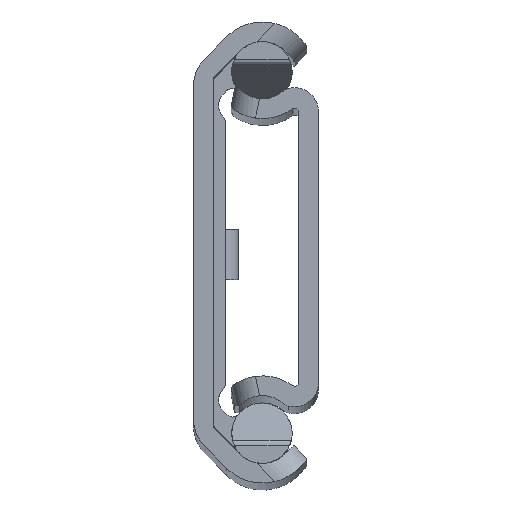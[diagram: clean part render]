
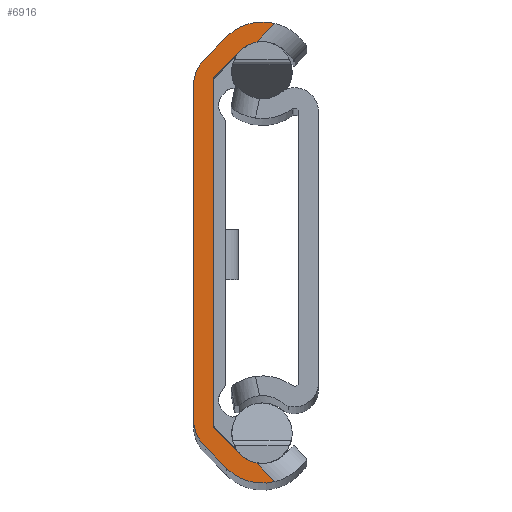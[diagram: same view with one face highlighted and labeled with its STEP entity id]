
A CAD part, top view. The second image highlights one B-rep face of the part: STEP entity #6916.
In plain terms, the highlighted planar face has unit normal (0, 0, 1).
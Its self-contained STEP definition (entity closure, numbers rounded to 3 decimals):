
#78 = DIRECTION ( 'NONE',  ( 1., 0., 0. ) ) ;
#214 = DIRECTION ( 'NONE',  ( 0., 0., 1. ) ) ;
#257 = EDGE_LOOP ( 'NONE', ( #9319, #389, #5968, #7035, #9208, #8095, #10399, #5098, #7942, #3324, #7827, #2421, #10429, #3457 ) ) ;
#263 = DIRECTION ( 'NONE',  ( 1., 0., 0. ) ) ;
#319 = CARTESIAN_POINT ( 'NONE',  ( -0.621, 14.786, 0. ) ) ;
#389 = ORIENTED_EDGE ( 'NONE', *, *, #9491, .T. ) ;
#393 = CIRCLE ( 'NONE', #1794, 3. ) ;
#680 = CIRCLE ( 'NONE', #4651, 2.38 ) ;
#838 = DIRECTION ( 'NONE',  ( -0.707, 0.707, 0. ) ) ;
#892 = VECTOR ( 'NONE', #3738, 1000. ) ;
#908 = VERTEX_POINT ( 'NONE', #3562 ) ;
#950 = DIRECTION ( 'NONE',  ( 1., 0., 0. ) ) ;
#1051 = DIRECTION ( 'NONE',  ( 0., 0., 1. ) ) ;
#1073 = CARTESIAN_POINT ( 'NONE',  ( 0., 13.286, 0. ) ) ;
#1082 = CARTESIAN_POINT ( 'NONE',  ( 1.5, -12.665, 0. ) ) ;
#1107 = DIRECTION ( 'NONE',  ( 1., 0., 0. ) ) ;
#1177 = EDGE_CURVE ( 'NONE', #2683, #908, #9764, .T. ) ;
#1273 = VERTEX_POINT ( 'NONE', #1490 ) ;
#1490 = CARTESIAN_POINT ( 'NONE',  ( 2.067, 15.353, 0. ) ) ;
#1779 = EDGE_CURVE ( 'NONE', #1932, #1273, #4552, .T. ) ;
#1789 = EDGE_CURVE ( 'NONE', #2065, #7668, #8111, .T. ) ;
#1794 = AXIS2_PLACEMENT_3D ( 'NONE', #6744, #1051, #1107 ) ;
#1891 = CIRCLE ( 'NONE', #3787, 3.88 ) ;
#1932 = VERTEX_POINT ( 'NONE', #1073 ) ;
#2065 = VERTEX_POINT ( 'NONE', #3566 ) ;
#2187 = CARTESIAN_POINT ( 'NONE',  ( 1.006, 16.414, 0. ) ) ;
#2421 = ORIENTED_EDGE ( 'NONE', *, *, #1789, .T. ) ;
#2567 = VERTEX_POINT ( 'NONE', #2187 ) ;
#2577 = FACE_OUTER_BOUND ( 'NONE', #257, .T. ) ;
#2675 = CIRCLE ( 'NONE', #9382, 3. ) ;
#2683 = VERTEX_POINT ( 'NONE', #4777 ) ;
#2692 = VERTEX_POINT ( 'NONE', #4179 ) ;
#2738 = LINE ( 'NONE', #3391, #9490 ) ;
#2785 = VERTEX_POINT ( 'NONE', #8544 ) ;
#2830 = VECTOR ( 'NONE', #838, 1000. ) ;
#2948 = DIRECTION ( 'NONE',  ( 1., 0., 0. ) ) ;
#3003 = CARTESIAN_POINT ( 'NONE',  ( 0.708, 13.456, 0. ) ) ;
#3035 = EDGE_CURVE ( 'NONE', #3964, #2683, #680, .T. ) ;
#3041 = CARTESIAN_POINT ( 'NONE',  ( 3.75, -13.67, 0. ) ) ;
#3079 = EDGE_CURVE ( 'NONE', #2567, #2692, #8810, .T. ) ;
#3276 = VECTOR ( 'NONE', #8653, 1000. ) ;
#3290 = CIRCLE ( 'NONE', #5529, 3.88 ) ;
#3324 = ORIENTED_EDGE ( 'NONE', *, *, #3079, .T. ) ;
#3332 = PLANE ( 'NONE',  #4987 ) ;
#3391 = CARTESIAN_POINT ( 'NONE',  ( -11.956, -0.792, 0. ) ) ;
#3457 = ORIENTED_EDGE ( 'NONE', *, *, #3817, .T. ) ;
#3562 = CARTESIAN_POINT ( 'NONE',  ( 0., -13.286, 0. ) ) ;
#3566 = CARTESIAN_POINT ( 'NONE',  ( -1.5, 12.665, 0. ) ) ;
#3650 = DIRECTION ( 'NONE',  ( 0.707, 0.707, 0. ) ) ;
#3738 = DIRECTION ( 'NONE',  ( 0.707, 0.707, 0. ) ) ;
#3787 = AXIS2_PLACEMENT_3D ( 'NONE', #6684, #9961, #950 ) ;
#3794 = CARTESIAN_POINT ( 'NONE',  ( -0.621, -14.786, 0. ) ) ;
#3817 = EDGE_CURVE ( 'NONE', #8774, #9744, #6396, .T. ) ;
#3851 = DIRECTION ( 'NONE',  ( 0.707, -0.707, 0. ) ) ;
#3899 = CARTESIAN_POINT ( 'NONE',  ( -1.5, 0., 0. ) ) ;
#3964 = VERTEX_POINT ( 'NONE', #5898 ) ;
#4179 = CARTESIAN_POINT ( 'NONE',  ( -0.621, 14.786, 0. ) ) ;
#4205 = LINE ( 'NONE', #7509, #8964 ) ;
#4380 = VERTEX_POINT ( 'NONE', #5071 ) ;
#4552 = LINE ( 'NONE', #7852, #892 ) ;
#4651 = AXIS2_PLACEMENT_3D ( 'NONE', #3041, #9515, #10315 ) ;
#4777 = CARTESIAN_POINT ( 'NONE',  ( 2.067, -15.353, 0. ) ) ;
#4918 = DIRECTION ( 'NONE',  ( 0., -1., 0. ) ) ;
#4987 = AXIS2_PLACEMENT_3D ( 'NONE', #8289, #5061, #78 ) ;
#5059 = VECTOR ( 'NONE', #3851, 1000. ) ;
#5061 = DIRECTION ( 'NONE',  ( 0., 0., 1. ) ) ;
#5071 = CARTESIAN_POINT ( 'NONE',  ( 3.248, 15.996, 0. ) ) ;
#5098 = ORIENTED_EDGE ( 'NONE', *, *, #9692, .T. ) ;
#5184 = VECTOR ( 'NONE', #3650, 1000. ) ;
#5250 = CARTESIAN_POINT ( 'NONE',  ( 4.687, 17.435, 0. ) ) ;
#5529 = AXIS2_PLACEMENT_3D ( 'NONE', #9756, #7229, #8141 ) ;
#5680 = VERTEX_POINT ( 'NONE', #5250 ) ;
#5726 = EDGE_CURVE ( 'NONE', #7668, #8774, #2675, .T. ) ;
#5898 = CARTESIAN_POINT ( 'NONE',  ( 3.248, -15.996, 0. ) ) ;
#5968 = ORIENTED_EDGE ( 'NONE', *, *, #3035, .T. ) ;
#5995 = DIRECTION ( 'NONE',  ( 0., 1., 0. ) ) ;
#6396 = LINE ( 'NONE', #3794, #5059 ) ;
#6571 = CIRCLE ( 'NONE', #7952, 2.38 ) ;
#6684 = CARTESIAN_POINT ( 'NONE',  ( 3.75, -13.67, 0. ) ) ;
#6688 = DIRECTION ( 'NONE',  ( -0.707, 0.707, 0. ) ) ;
#6744 = CARTESIAN_POINT ( 'NONE',  ( 1.5, 12.665, 0. ) ) ;
#6916 = ADVANCED_FACE ( 'NONE', ( #2577 ), #3332, .T. ) ;
#7013 = EDGE_CURVE ( 'NONE', #9744, #2785, #1891, .T. ) ;
#7035 = ORIENTED_EDGE ( 'NONE', *, *, #1177, .T. ) ;
#7040 = CARTESIAN_POINT ( 'NONE',  ( -0.621, -14.786, 0. ) ) ;
#7057 = CARTESIAN_POINT ( 'NONE',  ( 3.75, 13.67, 0. ) ) ;
#7229 = DIRECTION ( 'NONE',  ( 0., 0., 1. ) ) ;
#7509 = CARTESIAN_POINT ( 'NONE',  ( 0., 13.286, 0. ) ) ;
#7668 = VERTEX_POINT ( 'NONE', #10632 ) ;
#7827 = ORIENTED_EDGE ( 'NONE', *, *, #8221, .T. ) ;
#7852 = CARTESIAN_POINT ( 'NONE',  ( 2.067, 15.353, 0. ) ) ;
#7942 = ORIENTED_EDGE ( 'NONE', *, *, #9360, .T. ) ;
#7952 = AXIS2_PLACEMENT_3D ( 'NONE', #7057, #10329, #2948 ) ;
#7977 = VECTOR ( 'NONE', #4918, 1000. ) ;
#8095 = ORIENTED_EDGE ( 'NONE', *, *, #1779, .T. ) ;
#8111 = LINE ( 'NONE', #3899, #7977 ) ;
#8141 = DIRECTION ( 'NONE',  ( 1., 0., 0. ) ) ;
#8221 = EDGE_CURVE ( 'NONE', #2692, #2065, #393, .T. ) ;
#8248 = CARTESIAN_POINT ( 'NONE',  ( 2.067, -15.353, 0. ) ) ;
#8289 = CARTESIAN_POINT ( 'NONE',  ( 1.5, 12.665, 0. ) ) ;
#8544 = CARTESIAN_POINT ( 'NONE',  ( 4.687, -17.435, 0. ) ) ;
#8653 = DIRECTION ( 'NONE',  ( -0.707, -0.707, 0. ) ) ;
#8723 = CARTESIAN_POINT ( 'NONE',  ( 1.006, -16.414, 0. ) ) ;
#8771 = LINE ( 'NONE', #3003, #5184 ) ;
#8774 = VERTEX_POINT ( 'NONE', #7040 ) ;
#8810 = LINE ( 'NONE', #319, #3276 ) ;
#8964 = VECTOR ( 'NONE', #5995, 1000. ) ;
#9208 = ORIENTED_EDGE ( 'NONE', *, *, #10684, .T. ) ;
#9319 = ORIENTED_EDGE ( 'NONE', *, *, #7013, .T. ) ;
#9360 = EDGE_CURVE ( 'NONE', #5680, #2567, #3290, .T. ) ;
#9382 = AXIS2_PLACEMENT_3D ( 'NONE', #1082, #214, #263 ) ;
#9490 = VECTOR ( 'NONE', #6688, 1000. ) ;
#9491 = EDGE_CURVE ( 'NONE', #2785, #3964, #2738, .T. ) ;
#9515 = DIRECTION ( 'NONE',  ( 0., 0., -1. ) ) ;
#9692 = EDGE_CURVE ( 'NONE', #4380, #5680, #8771, .T. ) ;
#9711 = EDGE_CURVE ( 'NONE', #1273, #4380, #6571, .T. ) ;
#9744 = VERTEX_POINT ( 'NONE', #8723 ) ;
#9756 = CARTESIAN_POINT ( 'NONE',  ( 3.75, 13.67, 0. ) ) ;
#9764 = LINE ( 'NONE', #8248, #2830 ) ;
#9961 = DIRECTION ( 'NONE',  ( 0., 0., 1. ) ) ;
#10315 = DIRECTION ( 'NONE',  ( 1., 0., 0. ) ) ;
#10329 = DIRECTION ( 'NONE',  ( 0., 0., -1. ) ) ;
#10399 = ORIENTED_EDGE ( 'NONE', *, *, #9711, .T. ) ;
#10429 = ORIENTED_EDGE ( 'NONE', *, *, #5726, .T. ) ;
#10632 = CARTESIAN_POINT ( 'NONE',  ( -1.5, -12.665, 0. ) ) ;
#10684 = EDGE_CURVE ( 'NONE', #908, #1932, #4205, .T. ) ;
